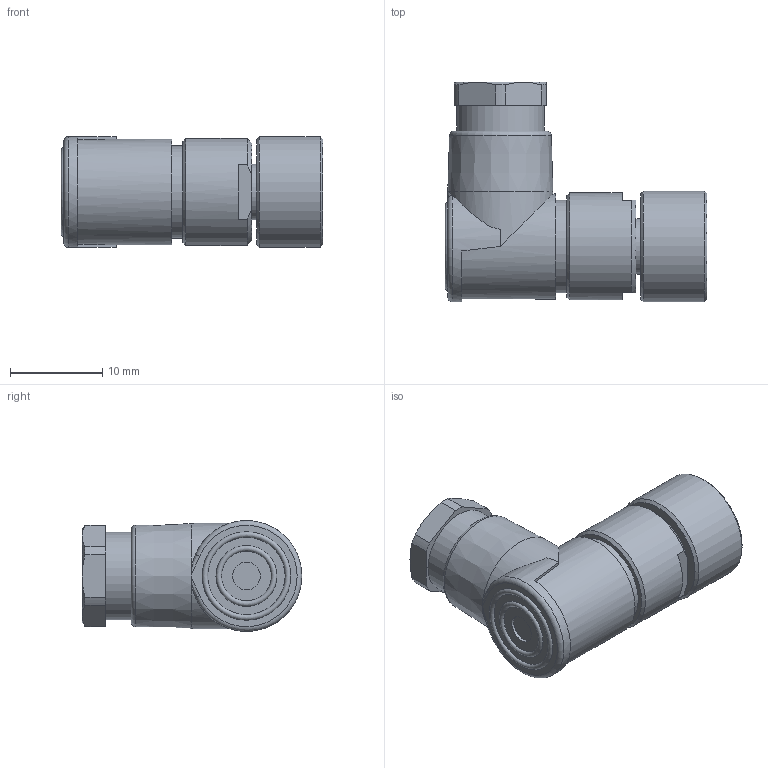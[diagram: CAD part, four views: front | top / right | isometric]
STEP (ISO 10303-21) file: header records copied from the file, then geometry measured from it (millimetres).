
FILE_DESCRIPTION(/* description */ (''),/* implementation_level */ '2;1');
FILE_NAME(/* name */ 'SWKPC4L.stp',/* time_stamp */ '2016-12-09T09:42:15+01:00',/* author */ (''),/* organization */ (''),/* preprocessor_version */ 'ST-DEVELOPER v16',/* originating_system */ 'SIEMENS PLM Software NX 10.0',/* authorisation */ '');
FILE_SCHEMA (('AUTOMOTIVE_DESIGN { 1 0 10303 214 3 1 1 1 }'));
Length unit declared in the file: millimetre
Products named in the file (1): cerl14D46527mgh9
Bounding box: 28.4 x 23.8 x 12 mm (x, y, z)
Volume: 3939.1 mm3; surface area: 2227 mm2
Topology: 1 solids, 1 shells, 92 faces, 198 edges, 127 vertices
Faces by surface type: plane 39, cylinder 27, cone 20, torus 4, bspline 2
Full cylindrical faces by diameter (mm): 1.1 x4, 1.6 x4, 3 x1, 5.65 x1, 6 x1, 6.917 x1, 8.1 x2, 9.5 x1, 10 x1, 11.4 x2, 11.6 x1, 12 x1
Entity records: 2276 total; most frequent: CARTESIAN_POINT 472, DIRECTION 396, ORIENTED_EDGE 290, AXIS2_PLACEMENT_3D 182, EDGE_LOOP 147, EDGE_CURVE 145, VERTEX_POINT 110, FACE_BOUND 107
